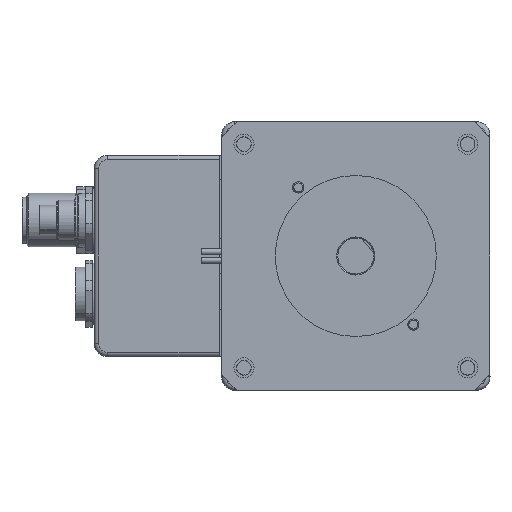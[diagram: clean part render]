
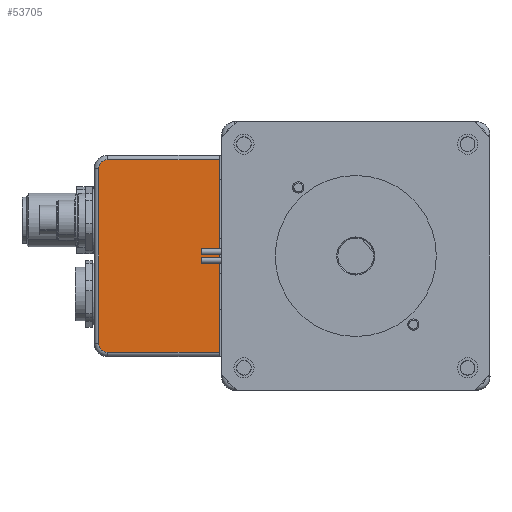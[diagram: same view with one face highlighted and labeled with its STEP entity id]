
A CAD part, left-side view. The second image highlights one B-rep face of the part: STEP entity #53705.
In plain terms, the highlighted planar face has unit normal (-1, 0, 0).
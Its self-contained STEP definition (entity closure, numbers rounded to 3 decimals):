
#2370 = AXIS2_PLACEMENT_3D ( 'NONE', #3787, #72852, #13703 ) ;
#2654 = CARTESIAN_POINT ( 'NONE',  ( -47., 85.5, -49.5 ) ) ;
#3787 = CARTESIAN_POINT ( 'NONE',  ( -47., 85.5, -10.5 ) ) ;
#12586 = DIRECTION ( 'NONE',  ( 0., 0., -1. ) ) ;
#13703 = DIRECTION ( 'NONE',  ( 0., 0., -1. ) ) ;
#17889 = EDGE_CURVE ( 'NONE', #72531, #104194, #98463, .T. ) ;
#18031 = DIRECTION ( 'NONE',  ( 0., 0., -1. ) ) ;
#20659 = VERTEX_POINT ( 'NONE', #62978 ) ;
#25817 = DIRECTION ( 'NONE',  ( 0., -1., 0. ) ) ;
#26349 = ORIENTED_EDGE ( 'NONE', *, *, #52691, .T. ) ;
#30417 = CIRCLE ( 'NONE', #36872, 2. ) ;
#30487 = VECTOR ( 'NONE', #25817, 1000. ) ;
#33302 = DIRECTION ( 'NONE',  ( 0., 0., -1. ) ) ;
#34608 = CARTESIAN_POINT ( 'NONE',  ( -47., 87.5, -10.5 ) ) ;
#35708 = CARTESIAN_POINT ( 'NONE',  ( -47., 0., -51.5 ) ) ;
#36643 = FACE_OUTER_BOUND ( 'NONE', #68892, .T. ) ;
#36872 = AXIS2_PLACEMENT_3D ( 'NONE', #2654, #71711, #12586 ) ;
#37342 = EDGE_CURVE ( 'NONE', #72531, #20659, #114263, .T. ) ;
#38396 = VECTOR ( 'NONE', #104239, 1000. ) ;
#39209 = LINE ( 'NONE', #77224, #118182 ) ;
#45780 = VECTOR ( 'NONE', #62541, 1000. ) ;
#52691 = EDGE_CURVE ( 'NONE', #119923, #20659, #83087, .T. ) ;
#53705 = ADVANCED_FACE ( 'NONE', ( #36643 ), #82599, .F. ) ;
#55293 = CARTESIAN_POINT ( 'NONE',  ( -47., 60.5, 0. ) ) ;
#61946 = VERTEX_POINT ( 'NONE', #63288 ) ;
#62541 = DIRECTION ( 'NONE',  ( 0., 1., 0. ) ) ;
#62978 = CARTESIAN_POINT ( 'NONE',  ( -47., 60.5, -51.5 ) ) ;
#63288 = CARTESIAN_POINT ( 'NONE',  ( -47., 87.5, -49.5 ) ) ;
#63609 = AXIS2_PLACEMENT_3D ( 'NONE', #82176, #92591, #33302 ) ;
#65135 = ORIENTED_EDGE ( 'NONE', *, *, #37342, .F. ) ;
#66719 = ORIENTED_EDGE ( 'NONE', *, *, #68358, .T. ) ;
#68358 = EDGE_CURVE ( 'NONE', #61946, #119923, #30417, .T. ) ;
#68892 = EDGE_LOOP ( 'NONE', ( #65135, #95574, #120073, #108963, #66719, #26349 ) ) ;
#71711 = DIRECTION ( 'NONE',  ( -1., 0., 0. ) ) ;
#72531 = VERTEX_POINT ( 'NONE', #103206 ) ;
#72852 = DIRECTION ( 'NONE',  ( -1., 0., 0. ) ) ;
#77224 = CARTESIAN_POINT ( 'NONE',  ( -47., 87.5, 0. ) ) ;
#77514 = EDGE_CURVE ( 'NONE', #104194, #118056, #106936, .T. ) ;
#82027 = CARTESIAN_POINT ( 'NONE',  ( -47., 85.5, -8.5 ) ) ;
#82176 = CARTESIAN_POINT ( 'NONE',  ( -47., 0., 0. ) ) ;
#82599 = PLANE ( 'NONE',  #63609 ) ;
#83087 = LINE ( 'NONE', #35708, #30487 ) ;
#92591 = DIRECTION ( 'NONE',  ( 1., 0., 0. ) ) ;
#95574 = ORIENTED_EDGE ( 'NONE', *, *, #17889, .T. ) ;
#98463 = LINE ( 'NONE', #82027, #45780 ) ;
#103206 = CARTESIAN_POINT ( 'NONE',  ( -47., 60.5, -8.5 ) ) ;
#104194 = VERTEX_POINT ( 'NONE', #124904 ) ;
#104239 = DIRECTION ( 'NONE',  ( 0., 0., -1. ) ) ;
#106936 = CIRCLE ( 'NONE', #2370, 2. ) ;
#108963 = ORIENTED_EDGE ( 'NONE', *, *, #110678, .T. ) ;
#110678 = EDGE_CURVE ( 'NONE', #118056, #61946, #39209, .T. ) ;
#114263 = LINE ( 'NONE', #55293, #38396 ) ;
#118056 = VERTEX_POINT ( 'NONE', #34608 ) ;
#118182 = VECTOR ( 'NONE', #18031, 1000. ) ;
#119923 = VERTEX_POINT ( 'NONE', #125065 ) ;
#120073 = ORIENTED_EDGE ( 'NONE', *, *, #77514, .T. ) ;
#124904 = CARTESIAN_POINT ( 'NONE',  ( -47., 85.5, -8.5 ) ) ;
#125065 = CARTESIAN_POINT ( 'NONE',  ( -47., 85.5, -51.5 ) ) ;
